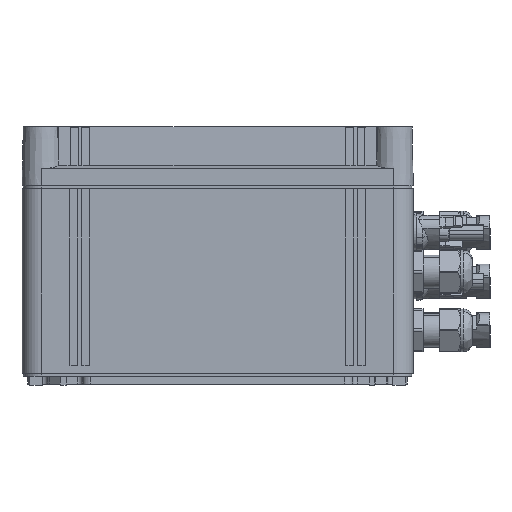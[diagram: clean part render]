
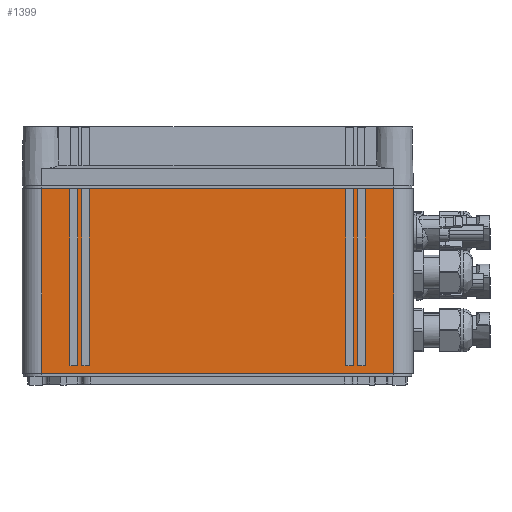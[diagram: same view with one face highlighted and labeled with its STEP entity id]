
A CAD part, left-side view. The second image highlights one B-rep face of the part: STEP entity #1399.
In plain terms, the highlighted planar face has unit normal (-1, 0, 0).
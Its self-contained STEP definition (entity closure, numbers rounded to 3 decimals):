
#1227=AXIS2_PLACEMENT_3D('Plane Axis2P3D',#1224,#1225,#1226) ;
#1224=CARTESIAN_POINT('Axis2P3D Location',(0.,49.25,106.)) ;
#1229=CARTESIAN_POINT('Line Origine',(0.,229.25,53.25)) ;
#1233=CARTESIAN_POINT('Vertex',(0.,229.25,100.5)) ;
#1235=CARTESIAN_POINT('Vertex',(0.,229.25,6.)) ;
#1238=CARTESIAN_POINT('Line Origine',(0.,139.25,6.)) ;
#1242=CARTESIAN_POINT('Vertex',(0.,49.25,6.)) ;
#1245=CARTESIAN_POINT('Line Origine',(0.,49.25,53.25)) ;
#1249=CARTESIAN_POINT('Vertex',(0.,49.25,100.5)) ;
#1252=CARTESIAN_POINT('Line Origine',(0.,139.25,100.5)) ;
#1263=CARTESIAN_POINT('Line Origine',(0.,206.75,10.)) ;
#1267=CARTESIAN_POINT('Vertex',(0.,204.75,10.)) ;
#1269=CARTESIAN_POINT('Vertex',(0.,208.75,10.)) ;
#1272=CARTESIAN_POINT('Line Origine',(0.,208.75,55.178)) ;
#1276=CARTESIAN_POINT('Vertex',(0.,208.75,100.356)) ;
#1279=CARTESIAN_POINT('Line Origine',(0.,206.75,100.356)) ;
#1283=CARTESIAN_POINT('Vertex',(0.,204.75,100.356)) ;
#1286=CARTESIAN_POINT('Line Origine',(0.,204.75,55.178)) ;
#1297=CARTESIAN_POINT('Line Origine',(0.,212.75,10.)) ;
#1301=CARTESIAN_POINT('Vertex',(0.,210.75,10.)) ;
#1303=CARTESIAN_POINT('Vertex',(0.,214.75,10.)) ;
#1306=CARTESIAN_POINT('Line Origine',(0.,214.75,55.178)) ;
#1310=CARTESIAN_POINT('Vertex',(0.,214.75,100.356)) ;
#1313=CARTESIAN_POINT('Line Origine',(0.,212.75,100.356)) ;
#1317=CARTESIAN_POINT('Vertex',(0.,210.75,100.356)) ;
#1320=CARTESIAN_POINT('Line Origine',(0.,210.75,55.178)) ;
#1331=CARTESIAN_POINT('Line Origine',(0.,65.75,10.)) ;
#1335=CARTESIAN_POINT('Vertex',(0.,63.75,10.)) ;
#1337=CARTESIAN_POINT('Vertex',(0.,67.75,10.)) ;
#1340=CARTESIAN_POINT('Line Origine',(0.,67.75,55.178)) ;
#1344=CARTESIAN_POINT('Vertex',(0.,67.75,100.356)) ;
#1347=CARTESIAN_POINT('Line Origine',(0.,65.75,100.356)) ;
#1351=CARTESIAN_POINT('Vertex',(0.,63.75,100.356)) ;
#1354=CARTESIAN_POINT('Line Origine',(0.,63.75,55.178)) ;
#1365=CARTESIAN_POINT('Line Origine',(0.,71.75,10.)) ;
#1369=CARTESIAN_POINT('Vertex',(0.,69.75,10.)) ;
#1371=CARTESIAN_POINT('Vertex',(0.,73.75,10.)) ;
#1374=CARTESIAN_POINT('Line Origine',(0.,73.75,55.178)) ;
#1378=CARTESIAN_POINT('Vertex',(0.,73.75,100.356)) ;
#1381=CARTESIAN_POINT('Line Origine',(0.,71.75,100.356)) ;
#1385=CARTESIAN_POINT('Vertex',(0.,69.75,100.356)) ;
#1388=CARTESIAN_POINT('Line Origine',(0.,69.75,55.178)) ;
#1225=DIRECTION('Axis2P3D Direction',(-1.,0.,0.)) ;
#1226=DIRECTION('Axis2P3D XDirection',(0.,1.,0.)) ;
#1230=DIRECTION('Vector Direction',(0.,0.,-1.)) ;
#1239=DIRECTION('Vector Direction',(0.,1.,0.)) ;
#1246=DIRECTION('Vector Direction',(0.,0.,-1.)) ;
#1253=DIRECTION('Vector Direction',(0.,1.,0.)) ;
#1264=DIRECTION('Vector Direction',(0.,1.,0.)) ;
#1273=DIRECTION('Vector Direction',(0.,0.,-1.)) ;
#1280=DIRECTION('Vector Direction',(0.,1.,0.)) ;
#1287=DIRECTION('Vector Direction',(0.,0.,1.)) ;
#1298=DIRECTION('Vector Direction',(0.,1.,0.)) ;
#1307=DIRECTION('Vector Direction',(0.,0.,-1.)) ;
#1314=DIRECTION('Vector Direction',(0.,1.,0.)) ;
#1321=DIRECTION('Vector Direction',(0.,0.,1.)) ;
#1332=DIRECTION('Vector Direction',(0.,1.,0.)) ;
#1341=DIRECTION('Vector Direction',(0.,0.,-1.)) ;
#1348=DIRECTION('Vector Direction',(0.,1.,0.)) ;
#1355=DIRECTION('Vector Direction',(0.,0.,1.)) ;
#1366=DIRECTION('Vector Direction',(0.,1.,0.)) ;
#1375=DIRECTION('Vector Direction',(0.,0.,-1.)) ;
#1382=DIRECTION('Vector Direction',(0.,1.,0.)) ;
#1389=DIRECTION('Vector Direction',(0.,0.,1.)) ;
#1231=VECTOR('Line Direction',#1230,1.) ;
#1240=VECTOR('Line Direction',#1239,1.) ;
#1247=VECTOR('Line Direction',#1246,1.) ;
#1254=VECTOR('Line Direction',#1253,1.) ;
#1265=VECTOR('Line Direction',#1264,1.) ;
#1274=VECTOR('Line Direction',#1273,1.) ;
#1281=VECTOR('Line Direction',#1280,1.) ;
#1288=VECTOR('Line Direction',#1287,1.) ;
#1299=VECTOR('Line Direction',#1298,1.) ;
#1308=VECTOR('Line Direction',#1307,1.) ;
#1315=VECTOR('Line Direction',#1314,1.) ;
#1322=VECTOR('Line Direction',#1321,1.) ;
#1333=VECTOR('Line Direction',#1332,1.) ;
#1342=VECTOR('Line Direction',#1341,1.) ;
#1349=VECTOR('Line Direction',#1348,1.) ;
#1356=VECTOR('Line Direction',#1355,1.) ;
#1367=VECTOR('Line Direction',#1366,1.) ;
#1376=VECTOR('Line Direction',#1375,1.) ;
#1383=VECTOR('Line Direction',#1382,1.) ;
#1390=VECTOR('Line Direction',#1389,1.) ;
#1258=ORIENTED_EDGE('',*,*,#1237,.T.) ;
#1259=ORIENTED_EDGE('',*,*,#1244,.F.) ;
#1260=ORIENTED_EDGE('',*,*,#1251,.F.) ;
#1261=ORIENTED_EDGE('',*,*,#1256,.F.) ;
#1292=ORIENTED_EDGE('',*,*,#1271,.T.) ;
#1293=ORIENTED_EDGE('',*,*,#1278,.F.) ;
#1294=ORIENTED_EDGE('',*,*,#1285,.F.) ;
#1295=ORIENTED_EDGE('',*,*,#1290,.F.) ;
#1326=ORIENTED_EDGE('',*,*,#1305,.T.) ;
#1327=ORIENTED_EDGE('',*,*,#1312,.F.) ;
#1328=ORIENTED_EDGE('',*,*,#1319,.F.) ;
#1329=ORIENTED_EDGE('',*,*,#1324,.F.) ;
#1360=ORIENTED_EDGE('',*,*,#1339,.T.) ;
#1361=ORIENTED_EDGE('',*,*,#1346,.F.) ;
#1362=ORIENTED_EDGE('',*,*,#1353,.F.) ;
#1363=ORIENTED_EDGE('',*,*,#1358,.F.) ;
#1394=ORIENTED_EDGE('',*,*,#1373,.T.) ;
#1395=ORIENTED_EDGE('',*,*,#1380,.F.) ;
#1396=ORIENTED_EDGE('',*,*,#1387,.F.) ;
#1397=ORIENTED_EDGE('',*,*,#1392,.F.) ;
#1296=FACE_BOUND('',#1291,.T.) ;
#1330=FACE_BOUND('',#1325,.T.) ;
#1364=FACE_BOUND('',#1359,.T.) ;
#1398=FACE_BOUND('',#1393,.T.) ;
#1399=ADVANCED_FACE('GEHAEUSE',(#1262,#1296,#1330,#1364,#1398),#1228,.T.) ;
#1237=EDGE_CURVE('',#1234,#1236,#1232,.T.) ;
#1244=EDGE_CURVE('',#1243,#1236,#1241,.T.) ;
#1251=EDGE_CURVE('',#1250,#1243,#1248,.T.) ;
#1256=EDGE_CURVE('',#1234,#1250,#1255,.F.) ;
#1271=EDGE_CURVE('',#1268,#1270,#1266,.T.) ;
#1278=EDGE_CURVE('',#1277,#1270,#1275,.T.) ;
#1285=EDGE_CURVE('',#1284,#1277,#1282,.T.) ;
#1290=EDGE_CURVE('',#1268,#1284,#1289,.T.) ;
#1305=EDGE_CURVE('',#1302,#1304,#1300,.T.) ;
#1312=EDGE_CURVE('',#1311,#1304,#1309,.T.) ;
#1319=EDGE_CURVE('',#1318,#1311,#1316,.T.) ;
#1324=EDGE_CURVE('',#1302,#1318,#1323,.T.) ;
#1339=EDGE_CURVE('',#1336,#1338,#1334,.T.) ;
#1346=EDGE_CURVE('',#1345,#1338,#1343,.T.) ;
#1353=EDGE_CURVE('',#1352,#1345,#1350,.T.) ;
#1358=EDGE_CURVE('',#1336,#1352,#1357,.T.) ;
#1373=EDGE_CURVE('',#1370,#1372,#1368,.T.) ;
#1380=EDGE_CURVE('',#1379,#1372,#1377,.T.) ;
#1387=EDGE_CURVE('',#1386,#1379,#1384,.T.) ;
#1392=EDGE_CURVE('',#1370,#1386,#1391,.T.) ;
#1257=EDGE_LOOP('',(#1258,#1259,#1260,#1261)) ;
#1291=EDGE_LOOP('',(#1292,#1293,#1294,#1295)) ;
#1325=EDGE_LOOP('',(#1326,#1327,#1328,#1329)) ;
#1359=EDGE_LOOP('',(#1360,#1361,#1362,#1363)) ;
#1393=EDGE_LOOP('',(#1394,#1395,#1396,#1397)) ;
#1262=FACE_OUTER_BOUND('',#1257,.T.) ;
#1232=LINE('Line',#1229,#1231) ;
#1241=LINE('Line',#1238,#1240) ;
#1248=LINE('Line',#1245,#1247) ;
#1255=LINE('Line',#1252,#1254) ;
#1266=LINE('Line',#1263,#1265) ;
#1275=LINE('Line',#1272,#1274) ;
#1282=LINE('Line',#1279,#1281) ;
#1289=LINE('Line',#1286,#1288) ;
#1300=LINE('Line',#1297,#1299) ;
#1309=LINE('Line',#1306,#1308) ;
#1316=LINE('Line',#1313,#1315) ;
#1323=LINE('Line',#1320,#1322) ;
#1334=LINE('Line',#1331,#1333) ;
#1343=LINE('Line',#1340,#1342) ;
#1350=LINE('Line',#1347,#1349) ;
#1357=LINE('Line',#1354,#1356) ;
#1368=LINE('Line',#1365,#1367) ;
#1377=LINE('Line',#1374,#1376) ;
#1384=LINE('Line',#1381,#1383) ;
#1391=LINE('Line',#1388,#1390) ;
#1228=PLANE('',#1227) ;
#1234=VERTEX_POINT('',#1233) ;
#1236=VERTEX_POINT('',#1235) ;
#1243=VERTEX_POINT('',#1242) ;
#1250=VERTEX_POINT('',#1249) ;
#1268=VERTEX_POINT('',#1267) ;
#1270=VERTEX_POINT('',#1269) ;
#1277=VERTEX_POINT('',#1276) ;
#1284=VERTEX_POINT('',#1283) ;
#1302=VERTEX_POINT('',#1301) ;
#1304=VERTEX_POINT('',#1303) ;
#1311=VERTEX_POINT('',#1310) ;
#1318=VERTEX_POINT('',#1317) ;
#1336=VERTEX_POINT('',#1335) ;
#1338=VERTEX_POINT('',#1337) ;
#1345=VERTEX_POINT('',#1344) ;
#1352=VERTEX_POINT('',#1351) ;
#1370=VERTEX_POINT('',#1369) ;
#1372=VERTEX_POINT('',#1371) ;
#1379=VERTEX_POINT('',#1378) ;
#1386=VERTEX_POINT('',#1385) ;
